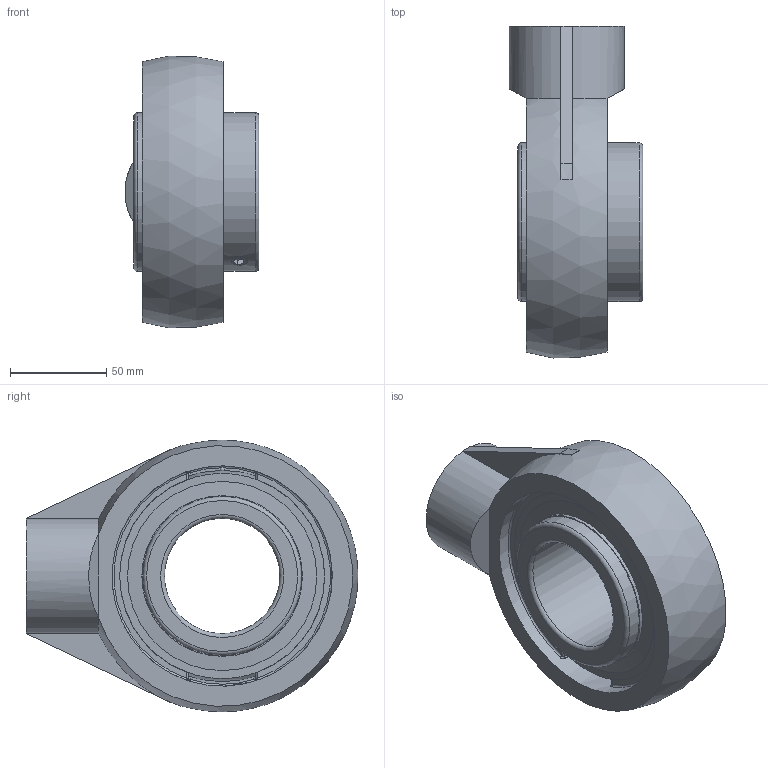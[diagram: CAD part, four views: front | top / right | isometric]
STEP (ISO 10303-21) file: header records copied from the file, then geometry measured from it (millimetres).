
FILE_DESCRIPTION(/* description */ ('Alibre Inc.'),/* implementation_level */ '2;1');
FILE_NAME(/* name */ 'export-6BE7036F-84D8-4016-A481-BBA152D939B2',/* time_stamp */ '2020-05-19T16:02:42-07:00',/* author */ (''),/* organization */ (''),/* preprocessor_version */ 'ST-DEVELOPER v17',/* originating_system */ 'Alibre',/* authorisation */ '');
FILE_SCHEMA (('CONFIG_CONTROL_DESIGN'));
Length unit declared in the file: inch
Bounding box: 69.67 x 172.64 x 141.28 mm (x, y, z)
Volume: 533741.8 mm3; surface area: 134158.4 mm2
Topology: 17 solids, 17 shells, 129 faces, 304 edges, 187 vertices
Faces by surface type: plane 51, cylinder 35, sphere 18, torus 11, cone 10, bspline 4
Full cylindrical faces by diameter (mm): 8.382 x4, 31.75 x1, 60 x1, 82.55 x4, 83.566 x2, 94.498 x2, 98.425 x2, 112.635 x1, 114.635 x1, 120.1 x1
Entity records: 4216 total; most frequent: CARTESIAN_POINT 1237, DIRECTION 450, ORIENTED_EDGE 388, AXIS2_PLACEMENT_3D 216, EDGE_CURVE 194, FACE_BOUND 173, EDGE_LOOP 162, VERTEX_POINT 149
